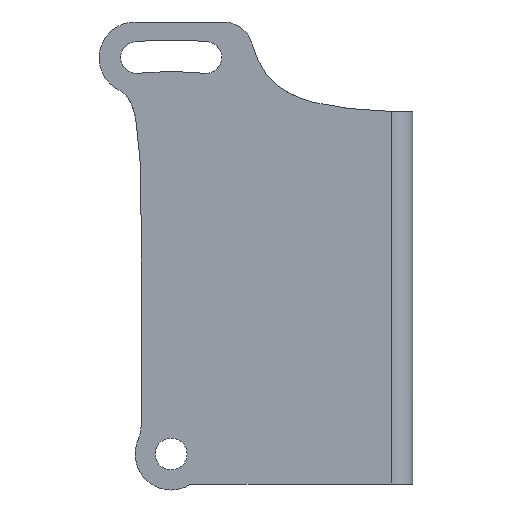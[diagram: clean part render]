
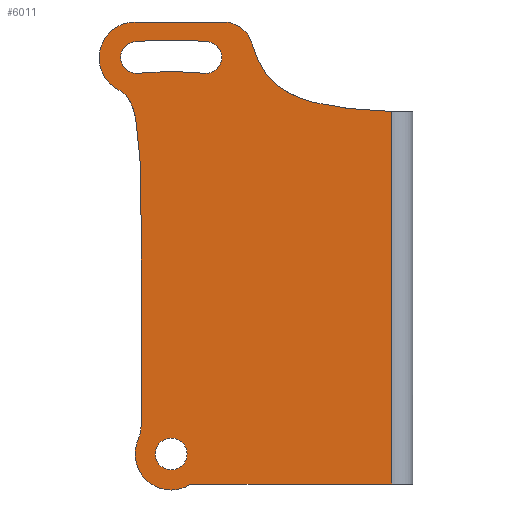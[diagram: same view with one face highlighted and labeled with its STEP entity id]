
A CAD part, left-side view. The second image highlights one B-rep face of the part: STEP entity #6011.
In plain terms, the highlighted planar face has unit normal (-1, 0, 0).
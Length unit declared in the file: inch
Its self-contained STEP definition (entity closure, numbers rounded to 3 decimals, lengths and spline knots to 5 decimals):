
#1181=DIRECTION('',(0.,0.,-1.));
#1182=VECTOR('',#1181,2.44441);
#1183=CARTESIAN_POINT('',(-1.13268,0.03,0.93063));
#1184=LINE('',#1183,#1182);
#1185=CARTESIAN_POINT('',(-1.13268,0.03,0.93063));
#1242=CARTESIAN_POINT('',(-1.13268,1.47638,
-1.31693));
#1243=DIRECTION('',(1.,0.,0.));
#1244=DIRECTION('',(0.,-0.515,-0.857));
#1245=AXIS2_PLACEMENT_3D('',#1242,#1243,#1244);
#1247=CARTESIAN_POINT('',(-1.13268,1.47638,
-1.31693));
#1248=DIRECTION('',(1.,0.,0.));
#1249=DIRECTION('',(0.,0.,-1.));
#1250=AXIS2_PLACEMENT_3D('',#1247,#1248,#1249);
#1252=DIRECTION('',(0.,0.,1.));
#1253=VECTOR('',#1252,1.32069);
#1254=CARTESIAN_POINT('',(-1.13268,1.67323,
-1.12812));
#1255=LINE('',#1254,#1253);
#1256=CARTESIAN_POINT('',(-1.13268,1.7126,1.2815));
#1257=DIRECTION('',(1.,0.,0.));
#1258=DIRECTION('',(0.,0.452,-0.892));
#1259=AXIS2_PLACEMENT_3D('',#1256,#1257,#1258);
#1261=CARTESIAN_POINT('',(-1.13268,1.13427,1.32087));
#1262=DIRECTION('',(1.,0.,0.));
#1263=DIRECTION('',(0.,0.,1.));
#1264=AXIS2_PLACEMENT_3D('',#1261,#1262,#1263);
#1266=CARTESIAN_POINT('',(-1.13268,0.94447,
1.37308));
#1267=CARTESIAN_POINT('',(-1.13268,0.93727,
1.34691));
#1268=CARTESIAN_POINT('',(-1.13268,0.91911,
1.29246));
#1269=CARTESIAN_POINT('',(-1.13268,0.88295,
1.21682));
#1270=CARTESIAN_POINT('',(-1.13268,0.83079,
1.1457));
#1271=CARTESIAN_POINT('',(-1.13268,0.76737,
1.08901));
#1272=CARTESIAN_POINT('',(-1.13268,0.69812,
1.04675));
#1273=CARTESIAN_POINT('',(-1.13268,0.61964,
1.01293));
#1274=CARTESIAN_POINT('',(-1.13268,0.52589,
0.98504));
#1275=CARTESIAN_POINT('',(-1.13268,0.42111,
0.964));
#1276=CARTESIAN_POINT('',(-1.13268,0.30618,
0.94841));
#1277=CARTESIAN_POINT('',(-1.13268,0.17176,
0.93697));
#1278=CARTESIAN_POINT('',(-1.13268,0.07839,
0.93227));
#1279=CARTESIAN_POINT('',(-1.13268,0.03,0.93063));
#1281=DIRECTION('',(0.,1.,0.));
#1282=VECTOR('',#1281,1.30443);
#1283=CARTESIAN_POINT('',(-1.13268,0.03,-1.51378));
#1284=LINE('',#1283,#1282);
#1285=CARTESIAN_POINT('',(-1.13268,1.70405,1.28534));
#1286=DIRECTION('',(-1.,0.,0.));
#1287=DIRECTION('',(0.,0.087,0.996));
#1288=AXIS2_PLACEMENT_3D('',#1285,#1286,#1287);
#1290=CARTESIAN_POINT('',(-1.13268,1.47638,
-1.31693));
#1291=DIRECTION('',(-1.,0.,0.));
#1292=DIRECTION('',(0.,-0.087,0.996));
#1293=AXIS2_PLACEMENT_3D('',#1290,#1291,#1292);
#1295=CARTESIAN_POINT('',(-1.13268,1.24871,1.28534));
#1296=DIRECTION('',(-1.,0.,0.));
#1297=DIRECTION('',(0.,0.087,-0.996));
#1298=AXIS2_PLACEMENT_3D('',#1295,#1296,#1297);
#1300=CARTESIAN_POINT('',(-1.13268,1.47638,
-1.31693));
#1301=DIRECTION('',(-1.,0.,0.));
#1302=DIRECTION('',(0.,-0.087,0.996));
#1303=AXIS2_PLACEMENT_3D('',#1300,#1301,#1302);
#1305=CARTESIAN_POINT('',(-1.13268,1.47638,
-1.31693));
#1306=DIRECTION('',(-1.,0.,0.));
#1307=DIRECTION('',(0.,0.,-1.));
#1308=AXIS2_PLACEMENT_3D('',#1305,#1306,#1307);
#1310=CARTESIAN_POINT('',(-1.13268,1.47638,
-1.31693));
#1311=DIRECTION('',(-1.,0.,0.));
#1312=DIRECTION('',(0.,0.,1.));
#1313=AXIS2_PLACEMENT_3D('',#1310,#1311,#1312);
#1319=CARTESIAN_POINT('',(-1.13268,1.33443,
-1.55315));
#1320=DIRECTION('',(-1.,0.,0.));
#1321=DIRECTION('',(0.,0.,1.));
#1322=AXIS2_PLACEMENT_3D('',#1319,#1320,#1321);
#1415=DIRECTION('',(0.,-1.,0.));
#1416=VECTOR('',#1415,0.57833);
#1417=CARTESIAN_POINT('',(-1.13268,1.7126,1.51772));
#1418=LINE('',#1417,#1416);
#1431=CARTESIAN_POINT('',(-1.13268,1.67323,
0.19257));
#1432=CARTESIAN_POINT('',(-1.13268,1.67323,
0.27323));
#1433=CARTESIAN_POINT('',(-1.13268,1.67408,
0.43403));
#1434=CARTESIAN_POINT('',(-1.13268,1.68153,
0.67143));
#1435=CARTESIAN_POINT('',(-1.13268,1.69848,
0.86267));
#1436=CARTESIAN_POINT('',(-1.13268,1.73952,
0.99877));
#1437=CARTESIAN_POINT('',(-1.13268,1.7833,1.05252));
#1438=CARTESIAN_POINT('',(-1.13268,1.81928,1.07074));
#1462=CARTESIAN_POINT('',(-1.13268,1.90945,
-1.12812));
#1463=DIRECTION('',(-1.,0.,0.));
#1464=DIRECTION('',(0.,-0.917,-0.4));
#1465=AXIS2_PLACEMENT_3D('',#1462,#1463,#1464);
#3691=CARTESIAN_POINT('',(-1.13268,1.47638,
-1.42126));
#3692=CARTESIAN_POINT('',(-1.13268,1.47638,
-1.2126));
#3693=VERTEX_POINT('',#3691);
#3694=VERTEX_POINT('',#3692);
#3703=CARTESIAN_POINT('',(-1.13268,1.71314,1.38927));
#3704=CARTESIAN_POINT('',(-1.13268,1.69495,1.1814));
#3705=VERTEX_POINT('',#3703);
#3706=VERTEX_POINT('',#3704);
#3707=CARTESIAN_POINT('',(-1.13268,1.2578,1.1814));
#3708=VERTEX_POINT('',#3707);
#3709=CARTESIAN_POINT('',(-1.13268,1.23962,1.38927));
#3710=VERTEX_POINT('',#3709);
#3723=VERTEX_POINT('',#1185);
#3729=VERTEX_POINT('',#1266);
#3751=CARTESIAN_POINT('',(-1.13268,1.7126,1.51772));
#3753=VERTEX_POINT('',#3751);
#3759=CARTESIAN_POINT('',(-1.13268,1.13427,1.51772));
#3760=VERTEX_POINT('',#3759);
#3776=CARTESIAN_POINT('',(-1.13268,0.03,-1.51378));
#3778=VERTEX_POINT('',#3776);
#3795=CARTESIAN_POINT('',(-1.13268,1.69291,
-1.22252));
#3796=CARTESIAN_POINT('',(-1.13268,1.67323,
-1.12812));
#3797=VERTEX_POINT('',#3795);
#3798=VERTEX_POINT('',#3796);
#3801=CARTESIAN_POINT('',(-1.13268,1.47638,
-1.55315));
#3802=VERTEX_POINT('',#3801);
#3804=CARTESIAN_POINT('',(-1.13268,1.35471,
-1.5194));
#3806=VERTEX_POINT('',#3804);
#3808=CARTESIAN_POINT('',(-1.13268,1.33443,
-1.51378));
#3810=VERTEX_POINT('',#3808);
#3820=CARTESIAN_POINT('',(-1.13268,1.81928,1.07074));
#3822=VERTEX_POINT('',#3820);
#3824=CARTESIAN_POINT('',(-1.13268,1.67323,
0.19257));
#3826=VERTEX_POINT('',#3824);
#5966=CARTESIAN_POINT('',(-1.13268,3.93701,1.51772));
#5967=DIRECTION('',(-1.,0.,0.));
#5968=DIRECTION('',(0.,-1.,0.));
#5969=AXIS2_PLACEMENT_3D('',#5966,#5967,#5968);
#5970=PLANE('',#5969);
#5972=ORIENTED_EDGE('',*,*,#5971,.T.);
#5974=ORIENTED_EDGE('',*,*,#5973,.T.);
#5976=ORIENTED_EDGE('',*,*,#5975,.T.);
#5978=ORIENTED_EDGE('',*,*,#5977,.T.);
#5980=ORIENTED_EDGE('',*,*,#5979,.T.);
#5982=ORIENTED_EDGE('',*,*,#5981,.T.);
#5984=ORIENTED_EDGE('',*,*,#5983,.T.);
#5986=ORIENTED_EDGE('',*,*,#5985,.T.);
#5987=ORIENTED_EDGE('',*,*,#5956,.T.);
#5988=ORIENTED_EDGE('',*,*,#5798,.T.);
#5990=ORIENTED_EDGE('',*,*,#5989,.T.);
#5992=ORIENTED_EDGE('',*,*,#5991,.T.);
#5993=EDGE_LOOP('',(#5972,#5974,#5976,#5978,#5980,#5982,#5984,#5986,#5987,#5988,
#5990,#5992));
#5994=FACE_OUTER_BOUND('',#5993,.F.);
#5996=ORIENTED_EDGE('',*,*,#5995,.T.);
#5998=ORIENTED_EDGE('',*,*,#5997,.F.);
#6000=ORIENTED_EDGE('',*,*,#5999,.T.);
#6002=ORIENTED_EDGE('',*,*,#6001,.T.);
#6003=EDGE_LOOP('',(#5996,#5998,#6000,#6002));
#6004=FACE_BOUND('',#6003,.F.);
#6006=ORIENTED_EDGE('',*,*,#6005,.T.);
#6008=ORIENTED_EDGE('',*,*,#6007,.T.);
#6009=EDGE_LOOP('',(#6006,#6008));
#6010=FACE_BOUND('',#6009,.F.);
#6011=ADVANCED_FACE('',(#5994,#6004,#6010),#5970,.T.);
#1246=CIRCLE('',#1245,0.23622);
#1251=CIRCLE('',#1250,0.23622);
#1260=CIRCLE('',#1259,0.23622);
#1265=CIRCLE('',#1264,0.19685);
#1280=B_SPLINE_CURVE_WITH_KNOTS('',3,(#1266,#1267,#1268,#1269,#1270,#1271,#1272,
#1273,#1274,#1275,#1276,#1277,#1278,#1279),.UNSPECIFIED.,.F.,.F.,(4,1,1,1,1,1,1,
1,1,1,1,4),(0.,0.0717,0.16453,0.25736,
0.35019,0.44302,0.53585,0.62868,
0.72151,0.81434,0.90717,1.),.UNSPECIFIED.);
#1289=CIRCLE('',#1288,0.10433);
#1294=CIRCLE('',#1293,2.50787);
#1299=CIRCLE('',#1298,0.10433);
#1304=CIRCLE('',#1303,2.71654);
#1309=CIRCLE('',#1308,0.10433);
#1314=CIRCLE('',#1313,0.10433);
#1323=CIRCLE('',#1322,0.03937);
#1439=B_SPLINE_CURVE_WITH_KNOTS('',3,(#1431,#1432,#1433,#1434,#1435,#1436,#1437,
#1438),.UNSPECIFIED.,.F.,.F.,(4,1,1,1,1,4),(0.,0.25,0.5,0.75,0.875,
1.),.UNSPECIFIED.);
#1466=CIRCLE('',#1465,0.23622);
#5798=EDGE_CURVE('',#3723,#3778,#1184,.T.);
#5956=EDGE_CURVE('',#3729,#3723,#1280,.T.);
#5971=EDGE_CURVE('',#3806,#3802,#1246,.T.);
#5973=EDGE_CURVE('',#3802,#3797,#1251,.T.);
#5975=EDGE_CURVE('',#3797,#3798,#1466,.T.);
#5977=EDGE_CURVE('',#3798,#3826,#1255,.T.);
#5979=EDGE_CURVE('',#3826,#3822,#1439,.T.);
#5981=EDGE_CURVE('',#3822,#3753,#1260,.T.);
#5983=EDGE_CURVE('',#3753,#3760,#1418,.T.);
#5985=EDGE_CURVE('',#3760,#3729,#1265,.T.);
#5989=EDGE_CURVE('',#3778,#3810,#1284,.T.);
#5991=EDGE_CURVE('',#3810,#3806,#1323,.T.);
#5995=EDGE_CURVE('',#3705,#3706,#1289,.T.);
#5997=EDGE_CURVE('',#3708,#3706,#1294,.T.);
#5999=EDGE_CURVE('',#3708,#3710,#1299,.T.);
#6001=EDGE_CURVE('',#3710,#3705,#1304,.T.);
#6005=EDGE_CURVE('',#3693,#3694,#1309,.T.);
#6007=EDGE_CURVE('',#3694,#3693,#1314,.T.);
